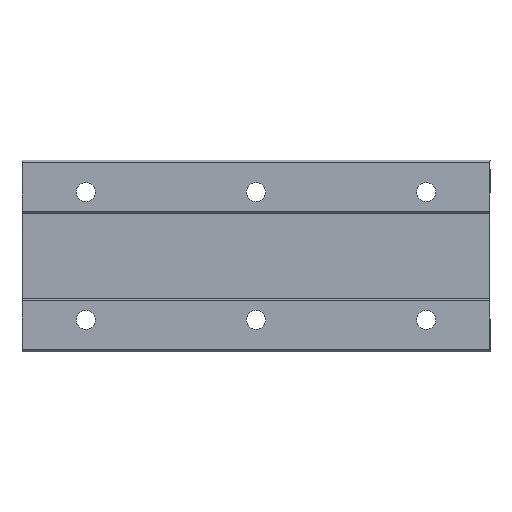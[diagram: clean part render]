
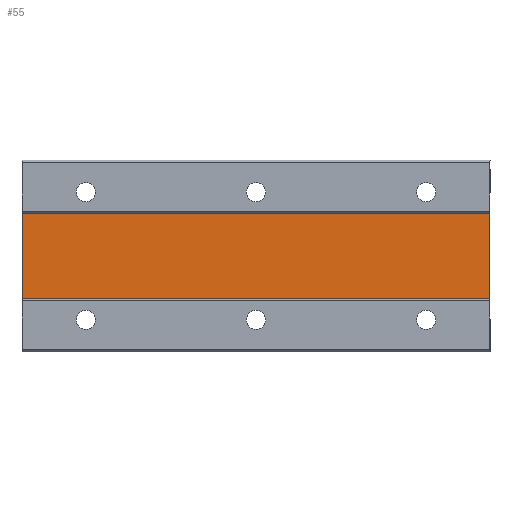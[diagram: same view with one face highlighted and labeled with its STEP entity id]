
A CAD part, front view. The second image highlights one B-rep face of the part: STEP entity #55.
In plain terms, the highlighted planar face has unit normal (0, -1, 0).
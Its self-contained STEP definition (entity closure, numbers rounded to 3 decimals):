
#55 = ADVANCED_FACE ( 'NONE', ( #400 ), #885, .F. ) ;
#81 = AXIS2_PLACEMENT_3D ( 'NONE', #1024, #1678, #1374 ) ;
#173 = CARTESIAN_POINT ( 'NONE',  ( -30., 1., 20. ) ) ;
#213 = VECTOR ( 'NONE', #488, 1000. ) ;
#222 = CARTESIAN_POINT ( 'NONE',  ( 190., 1., -20. ) ) ;
#400 = FACE_OUTER_BOUND ( 'NONE', #530, .T. ) ;
#488 = DIRECTION ( 'NONE',  ( 0., 0., -1. ) ) ;
#530 = EDGE_LOOP ( 'NONE', ( #1223, #1773, #1334, #1480 ) ) ;
#656 = CARTESIAN_POINT ( 'NONE',  ( -30., 1., -20. ) ) ;
#735 = CARTESIAN_POINT ( 'NONE',  ( 190., 1., 20. ) ) ;
#793 = VECTOR ( 'NONE', #1148, 1000. ) ;
#885 = PLANE ( 'NONE',  #81 ) ;
#979 = LINE ( 'NONE', #1472, #793 ) ;
#983 = VECTOR ( 'NONE', #1455, 1000. ) ;
#1000 = LINE ( 'NONE', #1168, #1519 ) ;
#1024 = CARTESIAN_POINT ( 'NONE',  ( 190., 1., 20. ) ) ;
#1083 = VERTEX_POINT ( 'NONE', #173 ) ;
#1089 = EDGE_CURVE ( 'NONE', #1477, #1167, #979, .T. ) ;
#1148 = DIRECTION ( 'NONE',  ( -1., 0., 0. ) ) ;
#1167 = VERTEX_POINT ( 'NONE', #656 ) ;
#1168 = CARTESIAN_POINT ( 'NONE',  ( 190., 1., 20. ) ) ;
#1223 = ORIENTED_EDGE ( 'NONE', *, *, #1089, .F. ) ;
#1276 = LINE ( 'NONE', #1602, #213 ) ;
#1334 = ORIENTED_EDGE ( 'NONE', *, *, #1478, .F. ) ;
#1374 = DIRECTION ( 'NONE',  ( 0., 0., 1. ) ) ;
#1455 = DIRECTION ( 'NONE',  ( 0., 0., -1. ) ) ;
#1472 = CARTESIAN_POINT ( 'NONE',  ( 190., 1., -20. ) ) ;
#1477 = VERTEX_POINT ( 'NONE', #222 ) ;
#1478 = EDGE_CURVE ( 'NONE', #1083, #1648, #1000, .T. ) ;
#1480 = ORIENTED_EDGE ( 'NONE', *, *, #1721, .T. ) ;
#1490 = DIRECTION ( 'NONE',  ( 1., 0., 0. ) ) ;
#1519 = VECTOR ( 'NONE', #1490, 1000. ) ;
#1592 = LINE ( 'NONE', #1925, #983 ) ;
#1602 = CARTESIAN_POINT ( 'NONE',  ( -30., 1., 44.91 ) ) ;
#1648 = VERTEX_POINT ( 'NONE', #735 ) ;
#1678 = DIRECTION ( 'NONE',  ( 0., 1., 0. ) ) ;
#1721 = EDGE_CURVE ( 'NONE', #1083, #1167, #1276, .T. ) ;
#1755 = EDGE_CURVE ( 'NONE', #1648, #1477, #1592, .T. ) ;
#1773 = ORIENTED_EDGE ( 'NONE', *, *, #1755, .F. ) ;
#1925 = CARTESIAN_POINT ( 'NONE',  ( 190., 1., 44.91 ) ) ;
